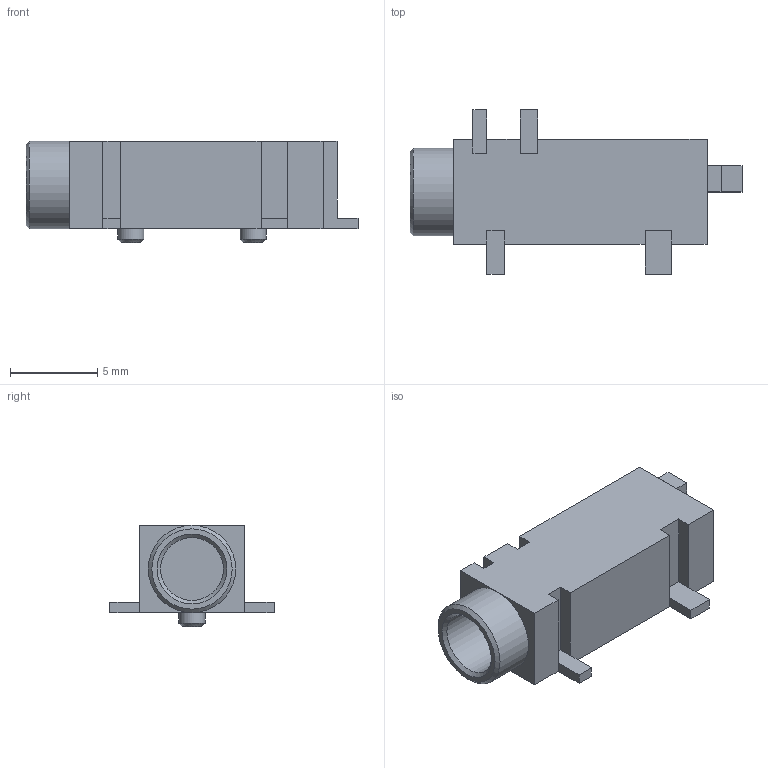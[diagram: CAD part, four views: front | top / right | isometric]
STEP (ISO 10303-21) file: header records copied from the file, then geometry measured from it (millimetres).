
FILE_DESCRIPTION(/* description */ (''),/* implementation_level */ '2;1');
FILE_NAME(/* name */ 'audio jack 4uconn 19269.step',/* time_stamp */ '2019-05-23T10:05:38-04:00',/* author */ (''),/* organization */ (''),/* preprocessor_version */ 'ST-DEVELOPER v18',/* originating_system */ 'Autodesk Translation Framework v8.2.0.1029',/* authorisation */ '');
FILE_SCHEMA (('AUTOMOTIVE_DESIGN { 1 0 10303 214 3 1 1 }'));
Length unit declared in the file: millimetre
Products named in the file (1): audio jack 4uconn 19269
Bounding box: 19 x 9.4 x 5.8 mm (x, y, z)
Volume: 416.4 mm3; surface area: 589.2 mm2
Topology: 6 solids, 6 shells, 67 faces, 150 edges, 98 vertices
Faces by surface type: plane 59, cone 4, cylinder 4
Full cylindrical faces by diameter (mm): 1.5 x2, 3.6 x1, 5 x1
Entity records: 1872 total; most frequent: CARTESIAN_POINT 316, ORIENTED_EDGE 300, DIRECTION 300, EDGE_CURVE 150, LINE 136, VECTOR 136, VERTEX_POINT 98, AXIS2_PLACEMENT_3D 82
